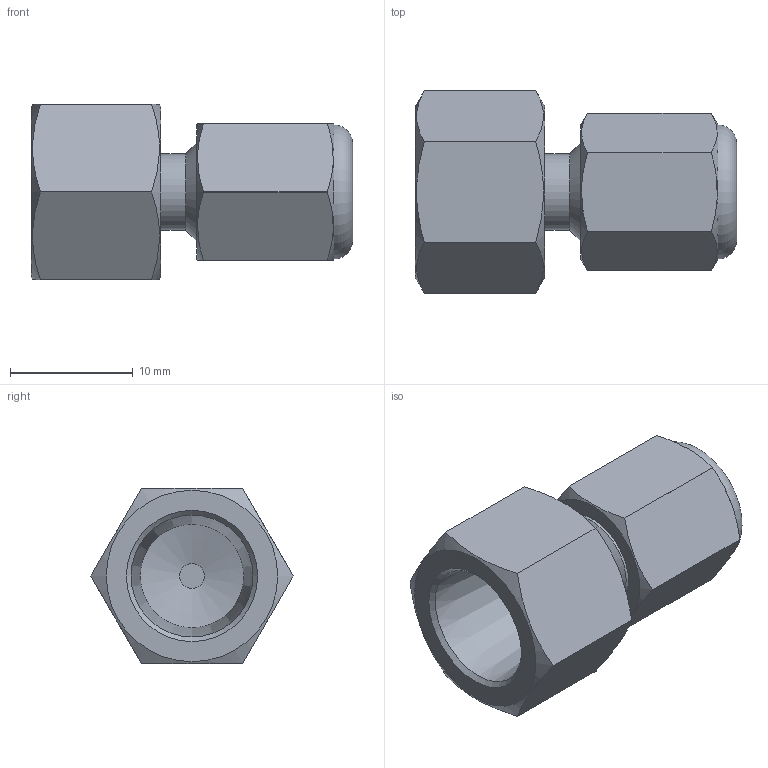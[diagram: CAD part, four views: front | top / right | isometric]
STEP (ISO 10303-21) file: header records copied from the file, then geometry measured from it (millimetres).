
FILE_DESCRIPTION(/* description */ ('Adaptor, union'),/* implementation_level */ '2;1');
FILE_NAME(/* name */ '305078-FPEA22 Female pipe to Valco external adapters.stp',/* time_stamp */ '2016-05-10T11:28:43+02:00',/* author */ ('Franzp'),/* organization */ (''),/* preprocessor_version */ 'ST-DEVELOPER v15.6',/* originating_system */ 'Autodesk Inventor 2015',/* authorisation */ '');
FILE_SCHEMA (('AUTOMOTIVE_DESIGN { 1 0 10303 214 3 1 1 }'));
Length unit declared in the file: centimetre
Products named in the file (1): 305078
Bounding box: 26.2 x 16.5 x 14.29 mm (x, y, z)
Volume: 2608.8 mm3; surface area: 1796.3 mm2
Topology: 1 solids, 1 shells, 41 faces, 95 edges, 61 vertices
Faces by surface type: plane 19, cone 11, cylinder 10, torus 1
Full cylindrical faces by diameter (mm): 2.032 x1, 3.3 x1, 6.2 x1, 7.938 x1
Entity records: 1101 total; most frequent: CARTESIAN_POINT 220, DIRECTION 166, ORIENTED_EDGE 148, EDGE_CURVE 74, AXIS2_PLACEMENT_3D 74, EDGE_LOOP 62, VERTEX_POINT 56, STYLED_ITEM 41
